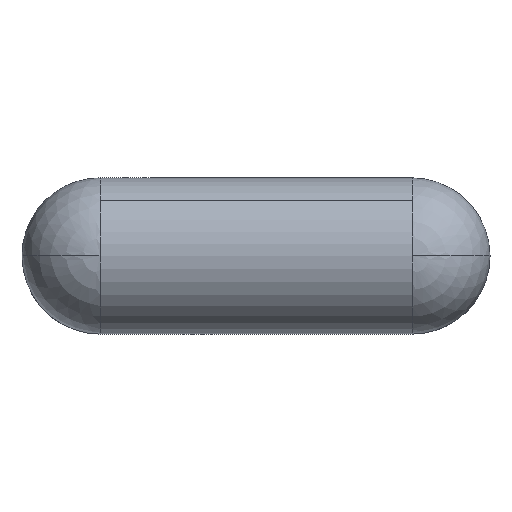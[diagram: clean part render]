
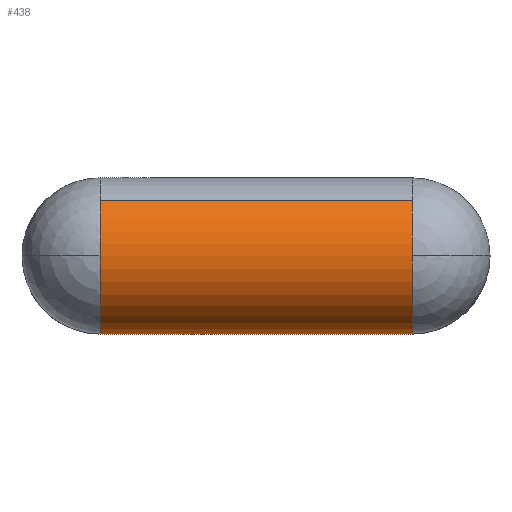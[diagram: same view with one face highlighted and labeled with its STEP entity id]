
A CAD part, top view. The second image highlights one B-rep face of the part: STEP entity #438.
In plain terms, the highlighted cylindrical face has radius 1.25 mm (diameter 2.5 mm), a partial arc.
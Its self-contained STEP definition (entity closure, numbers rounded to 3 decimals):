
#317=CARTESIAN_POINT('',(-2.5,0.,7.0));
#318=VERTEX_POINT('',#317);
#328=CARTESIAN_POINT('',(-2.5,0.884,6.634));
#329=VERTEX_POINT('',#328);
#330=CARTESIAN_POINT('',(-2.5,0.,5.75));
#331=DIRECTION('',(1.0,0.0,0.0));
#332=DIRECTION('',(0.0,0.0,1.0));
#333=AXIS2_PLACEMENT_3D('',#330,#331,#332);
#334=CIRCLE('',#333,1.25);
#335=EDGE_CURVE('',#329,#318,#334,.T.);
#370=CARTESIAN_POINT('',(2.5,0.,7.0));
#371=VERTEX_POINT('',#370);
#380=CARTESIAN_POINT('',(2.5,0.884,6.634));
#381=VERTEX_POINT('',#380);
#389=CARTESIAN_POINT('',(2.5,0.,5.75));
#390=DIRECTION('',(-1.0,0.0,0.0));
#391=DIRECTION('',(0.0,0.0,1.0));
#392=AXIS2_PLACEMENT_3D('',#389,#390,#391);
#393=CIRCLE('',#392,1.25);
#394=EDGE_CURVE('',#371,#381,#393,.T.);
#399=CARTESIAN_POINT('',(-1.25,0.,5.75));
#400=DIRECTION('',(1.0,0.0,0.0));
#401=DIRECTION('',(0.0,0.707,0.707));
#402=AXIS2_PLACEMENT_3D('',#399,#400,#401);
#403=CYLINDRICAL_SURFACE('',#402,1.25);
#404=CARTESIAN_POINT('',(-2.5,0.884,6.634));
#405=DIRECTION('',(1.0,0.0,0.0));
#406=VECTOR('',#405,5.);
#407=LINE('',#404,#406);
#408=EDGE_CURVE('',#329,#381,#407,.T.);
#409=ORIENTED_EDGE('',*,*,#408,.F.);
#410=ORIENTED_EDGE('',*,*,#335,.T.);
#411=CARTESIAN_POINT('',(-2.5,-1.25,5.75));
#412=VERTEX_POINT('',#411);
#413=CARTESIAN_POINT('',(-2.5,0.,5.75));
#414=DIRECTION('',(1.0,0.0,0.0));
#415=DIRECTION('',(0.0,0.0,1.0));
#416=AXIS2_PLACEMENT_3D('',#413,#414,#415);
#417=CIRCLE('',#416,1.25);
#418=EDGE_CURVE('',#318,#412,#417,.T.);
#419=ORIENTED_EDGE('',*,*,#418,.T.);
#420=CARTESIAN_POINT('',(2.5,-1.25,5.75));
#421=VERTEX_POINT('',#420);
#422=CARTESIAN_POINT('',(-2.5,-1.25,5.75));
#423=DIRECTION('',(1.0,0.0,0.0));
#424=VECTOR('',#423,5.0);
#425=LINE('',#422,#424);
#426=EDGE_CURVE('',#412,#421,#425,.T.);
#427=ORIENTED_EDGE('',*,*,#426,.T.);
#428=CARTESIAN_POINT('',(2.5,0.,5.75));
#429=DIRECTION('',(-1.0,0.0,0.0));
#430=DIRECTION('',(0.0,0.0,1.0));
#431=AXIS2_PLACEMENT_3D('',#428,#429,#430);
#432=CIRCLE('',#431,1.25);
#433=EDGE_CURVE('',#421,#371,#432,.T.);
#434=ORIENTED_EDGE('',*,*,#433,.T.);
#435=ORIENTED_EDGE('',*,*,#394,.T.);
#436=EDGE_LOOP('',(#409,#410,#419,#427,#434,#435));
#437=FACE_OUTER_BOUND('',#436,.T.);
#438=ADVANCED_FACE('',(#437),#403,.T.);
